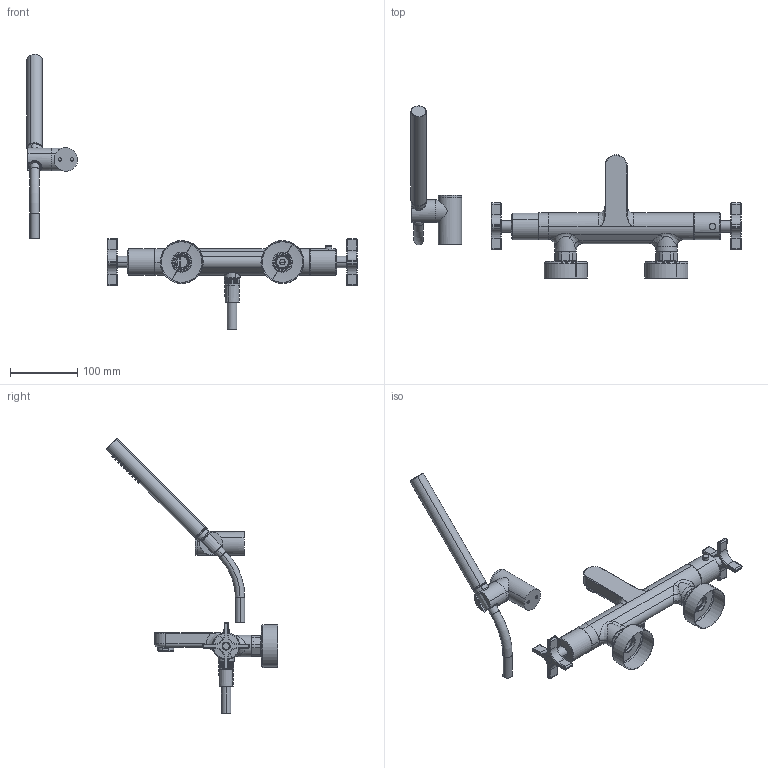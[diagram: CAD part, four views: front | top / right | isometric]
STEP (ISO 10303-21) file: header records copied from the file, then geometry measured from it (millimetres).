
FILE_DESCRIPTION(('CATIA V5 STEP Exchange','CAx-IF Rec.Pracs.--- Model Styling and Organization---1.5--- 2016-08-15','CAx-IF Rec.Pracs.---Supplemental Geometry---1.0---2011-11-01','CAx-IF Rec.Pracs.--- Composite Materials ---3.4---2017-06-13','CAx-IF Rec.Pracs.---Tessellated 3D Geometry---1.0---2015-12-17'),'2;1');
FILE_NAME('GSD21010.stp','2022-09-16T13:05:27+00:00',('none'),('none'),'CATIA Version 5-6 Release 2020 SP2','CATIA V5 STEP AP242 v2','none');
FILE_SCHEMA(('AP242_MANAGED_MODEL_BASED_3D_ENGINEERING_MIM_LF {1 0 10303 442 1 1 4}'));
Products named in the file (1): Product1_AllCATPart
Bounding box: 491.37 x 255.76 x 409.79 mm (x, y, z)
Volume: 441723.6 mm3; surface area: 249671.3 mm2
Topology: 34 solids, 36 shells, 2127 faces, 5138 edges, 3116 vertices
Faces by surface type: cylinder 947, plane 496, bspline 241, torus 221, cone 150, sphere 72
Entity records: 89669 total; most frequent: CARTESIAN_POINT 46415, ORIENTED_EDGE 10108, DIRECTION 6361, EDGE_CURVE 5058, AXIS2_PLACEMENT_3D 3234, VERTEX_POINT 3116, EDGE_LOOP 2322, ADVANCED_FACE 2127
